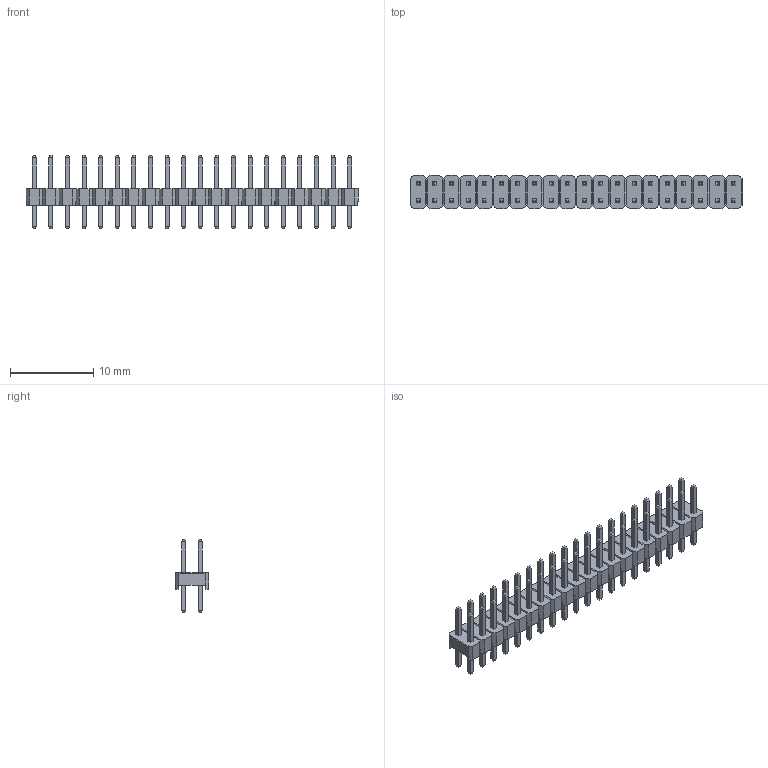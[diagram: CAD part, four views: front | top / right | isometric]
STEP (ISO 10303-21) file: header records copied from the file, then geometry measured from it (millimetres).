
FILE_DESCRIPTION(('STEP AP214'), '1');
FILE_NAME('PLD2', '', ('UNSPECIFIED'), ('UNSPECIFIED'), 'ASCON STEP Converter 1.6', 'ASCON Math Kernel', '');
FILE_SCHEMA(('AUTOMOTIVE_DESIGN { 1 0 10303 214 3 1 1}'));
Length unit declared in the file: millimetre
Bounding box: 40 x 4 x 8.8 mm (x, y, z)
Volume: 311.8 mm3; surface area: 1107.5 mm2
Topology: 1 solids, 1 shells, 1006 faces, 2395 edges, 1490 vertices
Faces by surface type: plane 1006
Entity records: 36087 total; most frequent: CARTESIAN_POINT 4892, ORIENTED_EDGE 4790, DIRECTION 4409, EDGE_CURVE 2395, LINE 2395, VECTOR 2395, VERTEX_POINT 1490, FACE_BOUND 1105
